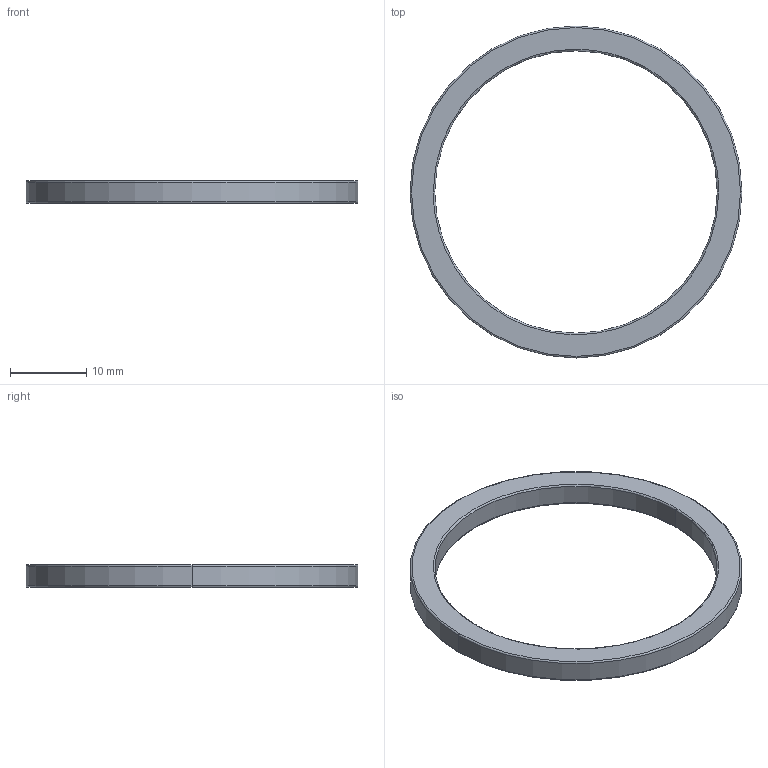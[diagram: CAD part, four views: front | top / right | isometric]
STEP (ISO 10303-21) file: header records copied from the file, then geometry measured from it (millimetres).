
FILE_DESCRIPTION(('CATIA V5R24 STEP','CAx-IF Rec.Pracs.--- Model Styling and Organization---1.2---2011-12-15'),'2;1');
FILE_NAME ('019569-2_1_1719500000_1719500000.stp','2018-01-19T07:30:23+00:00',('none'),('Weidmueller'),'CATIA Version 5-6 Release 2014 SP4 HF52','CATIA V5 STEP AP214','none');
FILE_SCHEMA(('AUTOMOTIVE_DESIGN { 1 0 10303 214 1 1 1 1 }'));
Length unit declared in the file: millimetre
Products named in the file (1): 1719500000_GWDR_PG29-PO
Bounding box: 43.5 x 43.5 x 3 mm (x, y, z)
Volume: 1228.5 mm3; surface area: 1537.2 mm2
Topology: 1 solids, 1 shells, 14 faces, 28 edges, 16 vertices
Faces by surface type: torus 8, cylinder 4, plane 2
Entity records: 436 total; most frequent: CARTESIAN_POINT 105, ORIENTED_EDGE 56, DIRECTION 54, AXIS2_PLACEMENT_3D 37, EDGE_CURVE 28, CIRCLE 22, EDGE_LOOP 16, VERTEX_POINT 16
